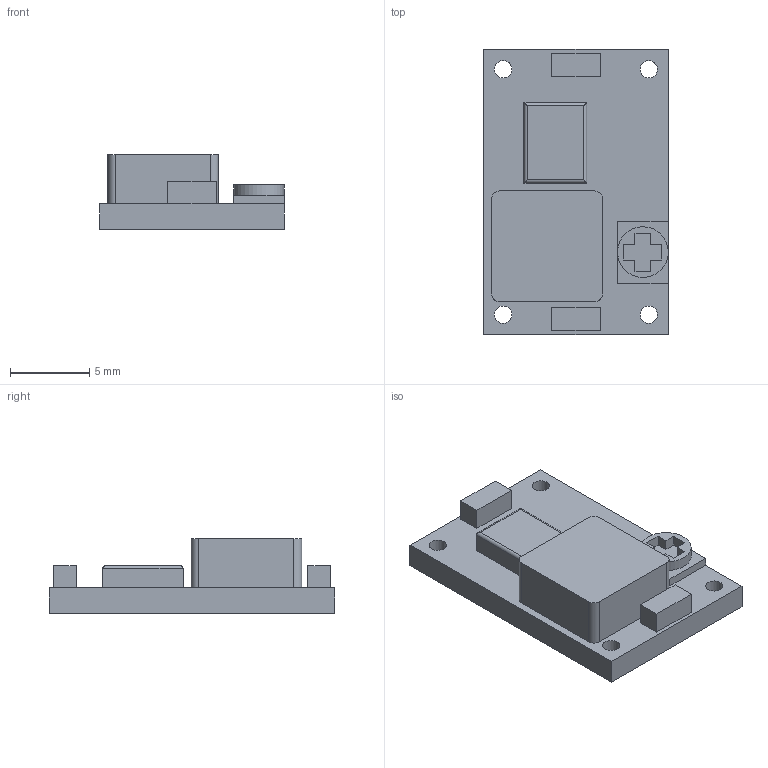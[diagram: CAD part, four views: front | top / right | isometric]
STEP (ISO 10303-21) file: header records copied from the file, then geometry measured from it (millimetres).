
FILE_DESCRIPTION( ( '' ), ' ' );
FILE_NAME( '59a0d82602bb5c106de5ab4d.step', '2017-08-26T02:08:39', ( '' ), ( '' ), ' ', ' ', ' ' );
FILE_SCHEMA( ( 'AUTOMOTIVE_DESIGN { 1 0 10303 214 1 1 1 1 }' ) );
Length unit declared in the file: metre
Products named in the file (8): Part 8; PCB; Part 2; Part 3; Part 4; Part 5; Part 6; Part 7
Bounding box: 11.65 x 18 x 4.7 mm (x, y, z)
Volume: 544.9 mm3; surface area: 1136.7 mm2
Topology: 8 solids, 8 shells, 258 faces, 722 edges, 480 vertices
Faces by surface type: plane 207, extrusion 38, cylinder 13
Full cylindrical faces by diameter (mm): 1.1 x4, 3.2 x1
Entity records: 10373 total; most frequent: CARTESIAN_POINT 1717, ORIENTED_EDGE 1434, DIRECTION 1144, EDGE_CURVE 717, VECTOR 644, LINE 606, VERTEX_POINT 480, EDGE_LOOP 281
